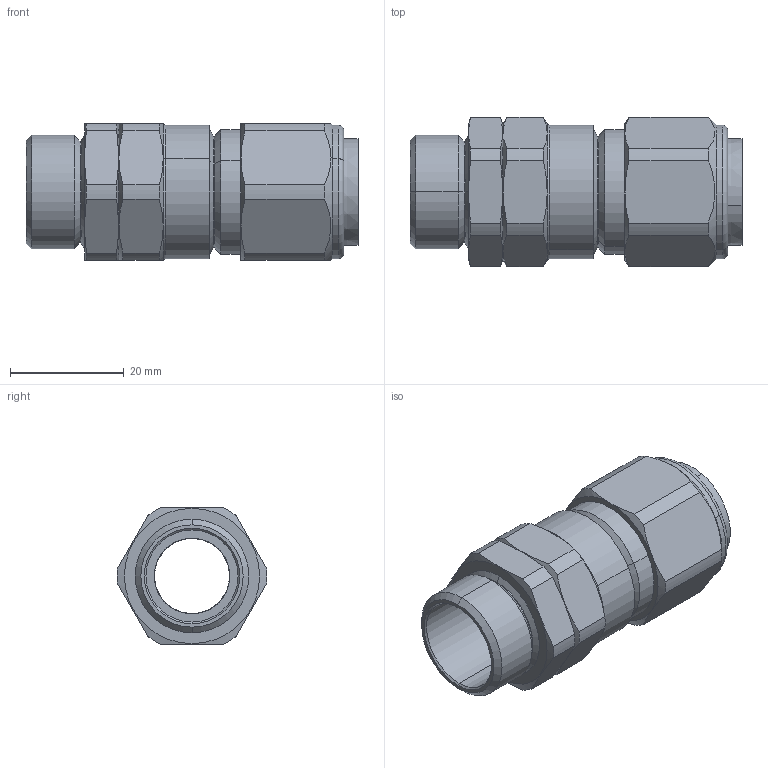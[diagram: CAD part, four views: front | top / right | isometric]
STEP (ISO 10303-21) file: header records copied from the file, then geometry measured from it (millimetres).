
FILE_DESCRIPTION (( 'STEP AP203' ), '1' );
FILE_NAME ('CX 20s16.step', '2015-12-01T15:39:36', ( 'bel_it' ), ( '' ), 'SwSTEP 2.0', 'SolidWorks 2014', '' );
FILE_SCHEMA (( 'CONFIG_CONTROL_DESIGN' ));
Length unit declared in the file: millimetre
Products named in the file (1): CX 20s16
Bounding box: 58.45 x 26.39 x 24 mm (x, y, z)
Surface area: 7152.4 mm2 (no closed solid volume)
Topology: 0 solids, 5 shells, 105 faces, 258 edges, 160 vertices
Faces by surface type: cone 40, cylinder 34, plane 25, torus 6
Entity records: 3379 total; most frequent: CARTESIAN_POINT 844, DIRECTION 536, ORIENTED_EDGE 496, EDGE_CURVE 258, AXIS2_PLACEMENT_3D 228, VERTEX_POINT 160, CIRCLE 122, EDGE_LOOP 112
